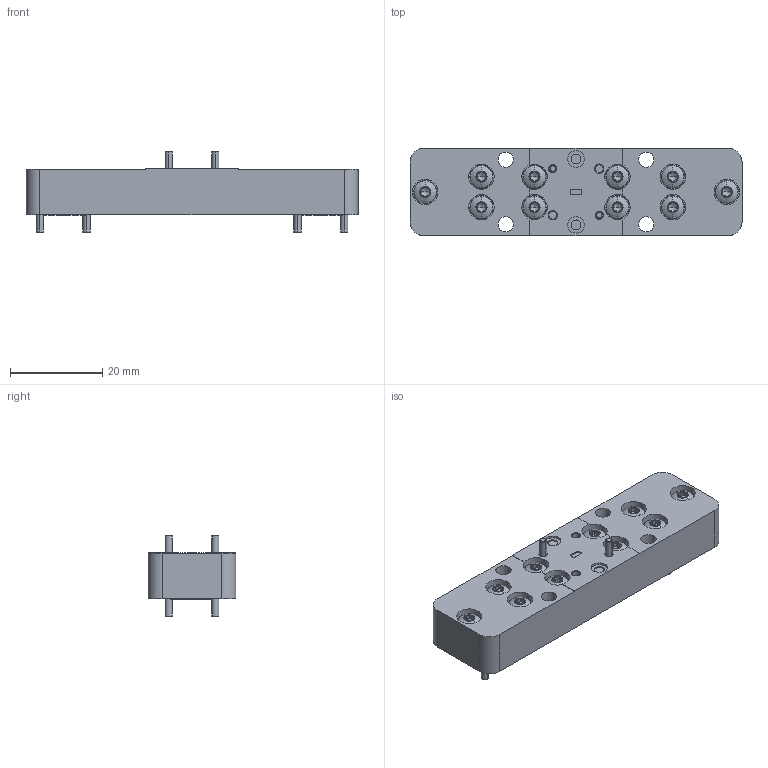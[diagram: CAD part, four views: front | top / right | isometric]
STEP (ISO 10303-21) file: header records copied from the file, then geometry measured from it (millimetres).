
FILE_DESCRIPTION (( 'STEP AP214' ), '1' );
FILE_NAME ('WY-IW-SX1, Defeatured.STEP', '2024-10-30T19:15:04', ( '' ), ( '' ), 'SwSTEP 2.0', 'SolidWorks 2021', '' );
FILE_SCHEMA (( 'AUTOMOTIVE_DESIGN' ));
Length unit declared in the file: inch
Products named in the file (1): WY-IW-SX1, Defeatured
Bounding box: 72 x 19 x 17.77 mm (x, y, z)
Surface area: 7138.4 mm2 (no closed solid volume)
Topology: 0 solids, 35 shells, 1119 faces, 2810 edges, 1742 vertices
Faces by surface type: cylinder 475, plane 334, bspline 145, cone 105, torus 40, sphere 20
Entity records: 51805 total; most frequent: CARTESIAN_POINT 14727, ORIENTED_EDGE 5340, DIRECTION 3731, EDGE_CURVE 2790, VERTEX_POINT 1742, B_SPLINE_CURVE_WITH_KNOTS 1455, AXIS2_PLACEMENT_3D 1421, EDGE_LOOP 1212
